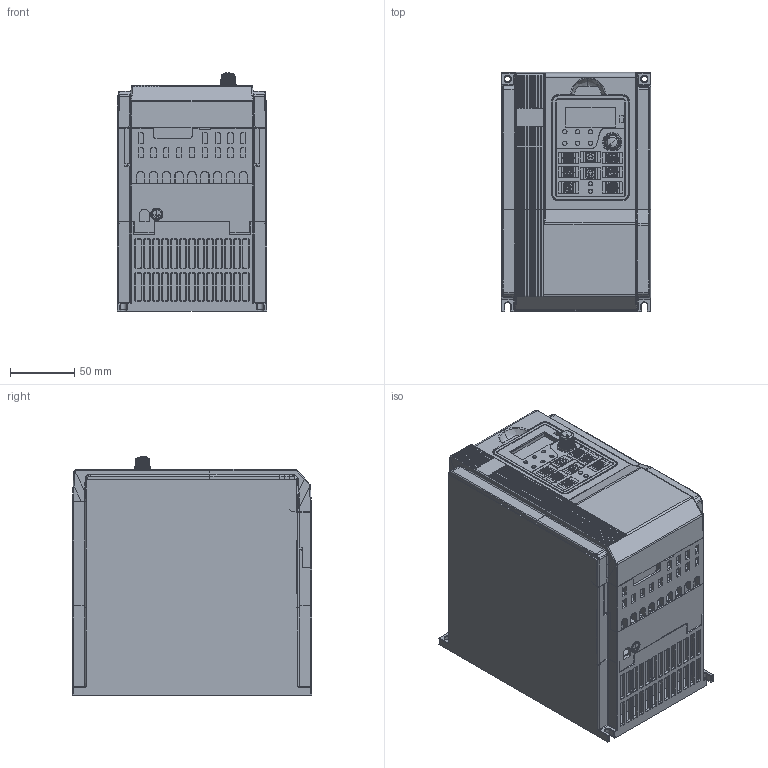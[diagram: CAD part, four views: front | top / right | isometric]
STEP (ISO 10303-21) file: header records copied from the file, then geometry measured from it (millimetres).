
FILE_DESCRIPTION (( 'STEP AP203' ), '1' );
FILE_NAME ('FR500H-4T-(4.0-7.5)KW.STEP', '2023-08-17T10:56:14', ( '' ), ( '' ), 'SwSTEP 2.0', 'SolidWorks 2022', '' );
FILE_SCHEMA (( 'CONFIG_CONTROL_DESIGN' ));
Products named in the file (1): FR500H-4T-(4.0-7.5)KW
Bounding box: 116.64 x 186.6 x 186.1 mm (x, y, z)
Volume: 3257321.2 mm3; surface area: 337288.9 mm2
Topology: 1 solids, 21 shells, 6963 faces, 19183 edges, 12300 vertices
Faces by surface type: plane 3738, cylinder 1666, bspline 639, torus 447, cone 435, sphere 38
Entity records: 246412 total; most frequent: CARTESIAN_POINT 77042, ORIENTED_EDGE 38248, DIRECTION 31219, EDGE_CURVE 19124, VERTEX_POINT 12282, VECTOR 10797, LINE 10797, AXIS2_PLACEMENT_3D 10211
